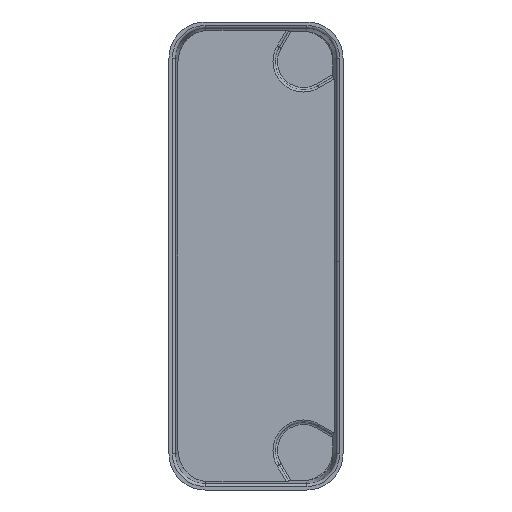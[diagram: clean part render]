
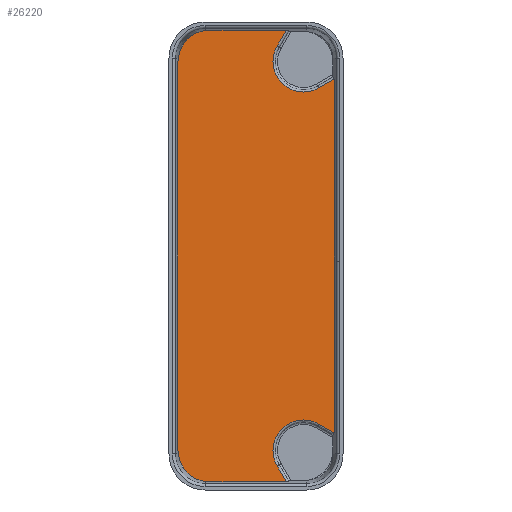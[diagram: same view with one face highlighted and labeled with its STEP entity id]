
A CAD part, front view. The second image highlights one B-rep face of the part: STEP entity #26220.
In plain terms, the highlighted face is planar.
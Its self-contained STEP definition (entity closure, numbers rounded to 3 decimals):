
#25261=DIRECTION('',(0.866,-0.5,0.));
#25262=VECTOR('',#25261,7.679);
#25263=CARTESIAN_POINT('',(27.75,-74.309,0.));
#25264=LINE('',#25263,#25262);
#25265=CARTESIAN_POINT('',(21.,-86.,0.));
#25266=DIRECTION('',(0.,0.,-1.));
#25267=DIRECTION('',(-0.864,-0.503,0.));
#25268=AXIS2_PLACEMENT_3D('',#25265,#25266,#25267);
#25270=DIRECTION('',(-0.503,0.864,0.));
#25271=VECTOR('',#25270,8.111);
#25272=CARTESIAN_POINT('',(13.412,-99.801,0.));
#25273=LINE('',#25272,#25271);
#25274=DIRECTION('',(0.945,0.327,0.));
#25275=VECTOR('',#25274,0.302);
#25276=CARTESIAN_POINT('',(13.127,-99.9,0.));
#25277=LINE('',#25276,#25275);
#25278=DIRECTION('',(-1.,0.,0.));
#25279=VECTOR('',#25278,33.527);
#25280=CARTESIAN_POINT('',(13.127,-99.9,0.));
#25281=LINE('',#25280,#25279);
#25282=CARTESIAN_POINT('',(-20.4,-85.8,0.));
#25283=DIRECTION('',(0.,0.,1.));
#25284=DIRECTION('',(-1.,0.,0.));
#25285=AXIS2_PLACEMENT_3D('',#25282,#25283,#25284);
#25287=DIRECTION('',(0.,1.,0.));
#25288=VECTOR('',#25287,171.6);
#25289=CARTESIAN_POINT('',(-34.5,-85.8,0.));
#25290=LINE('',#25289,#25288);
#25291=CARTESIAN_POINT('',(-20.4,85.8,0.));
#25292=DIRECTION('',(0.,0.,1.));
#25293=DIRECTION('',(0.,1.,0.));
#25294=AXIS2_PLACEMENT_3D('',#25291,#25292,#25293);
#25296=DIRECTION('',(1.,0.,0.));
#25297=VECTOR('',#25296,33.527);
#25298=CARTESIAN_POINT('',(-20.4,99.9,0.));
#25299=LINE('',#25298,#25297);
#25300=DIRECTION('',(-0.945,0.327,0.));
#25301=VECTOR('',#25300,0.302);
#25302=CARTESIAN_POINT('',(13.412,99.801,0.));
#25303=LINE('',#25302,#25301);
#25304=DIRECTION('',(0.503,0.864,0.));
#25305=VECTOR('',#25304,8.111);
#25306=CARTESIAN_POINT('',(9.332,92.791,0.));
#25307=LINE('',#25306,#25305);
#25308=CARTESIAN_POINT('',(21.,86.,0.));
#25309=DIRECTION('',(0.,0.,-1.));
#25310=DIRECTION('',(0.5,-0.866,0.));
#25311=AXIS2_PLACEMENT_3D('',#25308,#25309,#25310);
#25313=DIRECTION('',(-0.866,-0.5,0.));
#25314=VECTOR('',#25313,7.679);
#25315=CARTESIAN_POINT('',(34.4,78.148,0.));
#25316=LINE('',#25315,#25314);
#25317=DIRECTION('',(-0.327,0.945,0.));
#25318=VECTOR('',#25317,0.305);
#25319=CARTESIAN_POINT('',(34.5,77.86,0.));
#25320=LINE('',#25319,#25318);
#25321=DIRECTION('',(0.,-1.,0.));
#25322=VECTOR('',#25321,155.721);
#25323=CARTESIAN_POINT('',(34.5,77.86,0.));
#25324=LINE('',#25323,#25322);
#25325=DIRECTION('',(0.327,0.945,0.));
#25326=VECTOR('',#25325,0.305);
#25327=CARTESIAN_POINT('',(34.4,-78.148,0.));
#25328=LINE('',#25327,#25326);
#25342=CARTESIAN_POINT('',(34.4,-78.148,0.));
#25388=CARTESIAN_POINT('',(34.4,78.148,0.));
#25408=CARTESIAN_POINT('',(13.412,99.801,0.));
#25483=CARTESIAN_POINT('',(13.412,-99.801,0.));
#26029=CARTESIAN_POINT('',(-20.4,99.9,0.));
#26030=CARTESIAN_POINT('',(-34.5,85.8,0.));
#26031=VERTEX_POINT('',#26029);
#26032=VERTEX_POINT('',#26030);
#26037=CARTESIAN_POINT('',(-34.5,-85.8,0.));
#26038=CARTESIAN_POINT('',(-20.4,-99.9,0.));
#26039=VERTEX_POINT('',#26037);
#26040=VERTEX_POINT('',#26038);
#26049=CARTESIAN_POINT('',(13.127,-99.9,0.));
#26050=VERTEX_POINT('',#26049);
#26053=CARTESIAN_POINT('',(34.5,77.86,0.));
#26054=CARTESIAN_POINT('',(34.5,-77.86,0.));
#26055=VERTEX_POINT('',#26053);
#26056=VERTEX_POINT('',#26054);
#26059=CARTESIAN_POINT('',(13.127,99.9,0.));
#26060=VERTEX_POINT('',#26059);
#26061=VERTEX_POINT('',#25408);
#26065=CARTESIAN_POINT('',(9.332,92.791,0.));
#26066=VERTEX_POINT('',#26065);
#26067=CARTESIAN_POINT('',(27.75,74.309,0.));
#26068=VERTEX_POINT('',#26067);
#26072=VERTEX_POINT('',#25388);
#26105=VERTEX_POINT('',#25342);
#26109=CARTESIAN_POINT('',(27.75,-74.309,0.));
#26110=VERTEX_POINT('',#26109);
#26111=CARTESIAN_POINT('',(9.332,-92.791,0.));
#26112=VERTEX_POINT('',#26111);
#26116=VERTEX_POINT('',#25483);
#26181=CARTESIAN_POINT('',(0.,0.,0.));
#26182=DIRECTION('',(0.,0.,-1.));
#26183=DIRECTION('',(0.,1.,0.));
#26184=AXIS2_PLACEMENT_3D('',#26181,#26182,#26183);
#26185=PLANE('',#26184);
#26187=ORIENTED_EDGE('',*,*,#26186,.F.);
#26189=ORIENTED_EDGE('',*,*,#26188,.F.);
#26191=ORIENTED_EDGE('',*,*,#26190,.F.);
#26193=ORIENTED_EDGE('',*,*,#26192,.F.);
#26195=ORIENTED_EDGE('',*,*,#26194,.T.);
#26197=ORIENTED_EDGE('',*,*,#26196,.F.);
#26199=ORIENTED_EDGE('',*,*,#26198,.T.);
#26201=ORIENTED_EDGE('',*,*,#26200,.F.);
#26203=ORIENTED_EDGE('',*,*,#26202,.T.);
#26205=ORIENTED_EDGE('',*,*,#26204,.F.);
#26207=ORIENTED_EDGE('',*,*,#26206,.F.);
#26209=ORIENTED_EDGE('',*,*,#26208,.F.);
#26211=ORIENTED_EDGE('',*,*,#26210,.F.);
#26213=ORIENTED_EDGE('',*,*,#26212,.F.);
#26215=ORIENTED_EDGE('',*,*,#26214,.T.);
#26217=ORIENTED_EDGE('',*,*,#26216,.F.);
#26218=EDGE_LOOP('',(#26187,#26189,#26191,#26193,#26195,#26197,#26199,#26201,
#26203,#26205,#26207,#26209,#26211,#26213,#26215,#26217));
#26219=FACE_OUTER_BOUND('',#26218,.F.);
#26220=ADVANCED_FACE('',(#26219),#26185,.F.);
#25269=CIRCLE('',#25268,13.5);
#25286=CIRCLE('',#25285,14.1);
#25295=CIRCLE('',#25294,14.1);
#25312=CIRCLE('',#25311,13.5);
#26186=EDGE_CURVE('',#26110,#26105,#25264,.T.);
#26188=EDGE_CURVE('',#26112,#26110,#25269,.T.);
#26190=EDGE_CURVE('',#26116,#26112,#25273,.T.);
#26192=EDGE_CURVE('',#26050,#26116,#25277,.T.);
#26194=EDGE_CURVE('',#26050,#26040,#25281,.T.);
#26196=EDGE_CURVE('',#26039,#26040,#25286,.T.);
#26198=EDGE_CURVE('',#26039,#26032,#25290,.T.);
#26200=EDGE_CURVE('',#26031,#26032,#25295,.T.);
#26202=EDGE_CURVE('',#26031,#26060,#25299,.T.);
#26204=EDGE_CURVE('',#26061,#26060,#25303,.T.);
#26206=EDGE_CURVE('',#26066,#26061,#25307,.T.);
#26208=EDGE_CURVE('',#26068,#26066,#25312,.T.);
#26210=EDGE_CURVE('',#26072,#26068,#25316,.T.);
#26212=EDGE_CURVE('',#26055,#26072,#25320,.T.);
#26214=EDGE_CURVE('',#26055,#26056,#25324,.T.);
#26216=EDGE_CURVE('',#26105,#26056,#25328,.T.);
